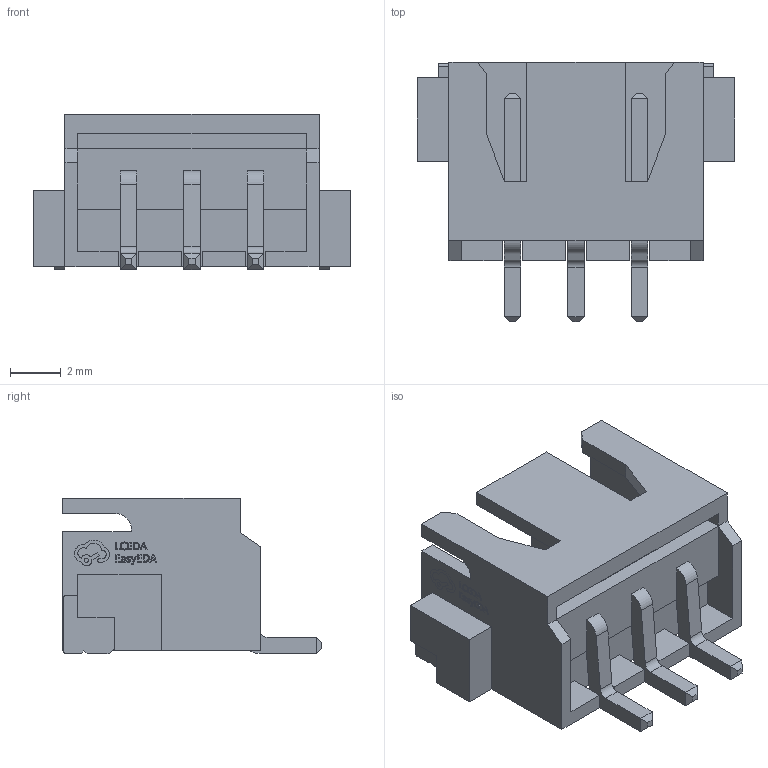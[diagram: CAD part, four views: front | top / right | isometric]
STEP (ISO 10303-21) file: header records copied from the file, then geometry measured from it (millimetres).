
FILE_DESCRIPTION (( 'STEP AP214' ), '1' );
FILE_NAME ('CONN-SMD_XH-3AWB.step', '2022-07-29T15:17:51', ( '' ), ( '' ), 'SwSTEP 2.0', 'SolidWorks 2020', '' );
FILE_SCHEMA (( 'AUTOMOTIVE_DESIGN' ));
Length unit declared in the file: millimetre
Products named in the file (1): CONN-SMD_XH-3AWB
Bounding box: 12.5 x 10.2 x 6.1 mm (x, y, z)
Volume: 185.2 mm3; surface area: 654.4 mm2
Topology: 14 solids, 14 shells, 454 faces, 1208 edges, 792 vertices
Faces by surface type: plane 325, bspline 114, cylinder 15
Entity records: 19077 total; most frequent: CARTESIAN_POINT 4817, ORIENTED_EDGE 2416, DIRECTION 1688, EDGE_CURVE 1208, LINE 946, VECTOR 946, VERTEX_POINT 792, EDGE_LOOP 476
